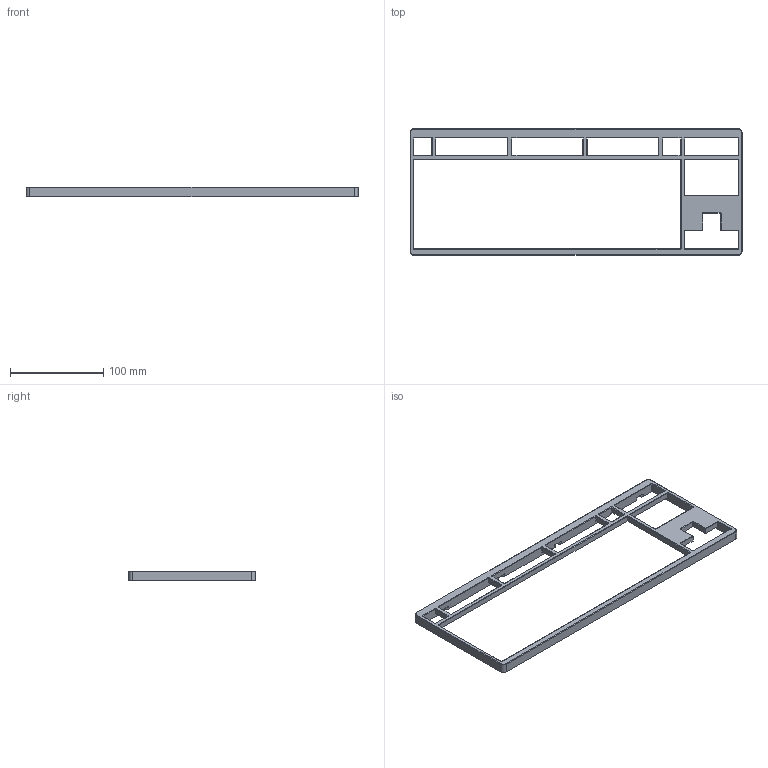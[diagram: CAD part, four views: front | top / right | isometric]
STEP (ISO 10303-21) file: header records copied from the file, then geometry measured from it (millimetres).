
FILE_DESCRIPTION(/* description */ (''),/* implementation_level */ '2;1');
FILE_NAME(/* name */ 'Top Case.step',/* time_stamp */ '2021-04-21T22:55:00+03:00',/* author */ (''),/* organization */ (''),/* preprocessor_version */ 'ST-DEVELOPER v18.1',/* originating_system */ 'Autodesk Translation Framework v10.6.0.1341',/* authorisation */ '');
FILE_SCHEMA (('AUTOMOTIVE_DESIGN { 1 0 10303 214 3 1 1 }'));
Length unit declared in the file: millimetre
Products named in the file (1): FusionComponent
Bounding box: 355.66 x 135.56 x 10.4 mm (x, y, z)
Volume: 96378.7 mm3; surface area: 48725.6 mm2
Topology: 1 solids, 1 shells, 234 faces, 591 edges, 365 vertices
Faces by surface type: plane 114, cylinder 79, cone 41
Full cylindrical faces by diameter (mm): 2.075 x7, 2.529 x8
Entity records: 7027 total; most frequent: DIRECTION 1260, CARTESIAN_POINT 1191, ORIENTED_EDGE 1182, EDGE_CURVE 591, AXIS2_PLACEMENT_3D 434, LINE 392, VECTOR 392, VERTEX_POINT 365
